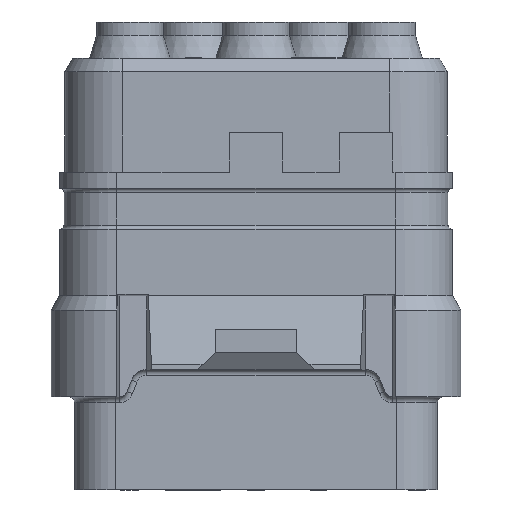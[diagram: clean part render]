
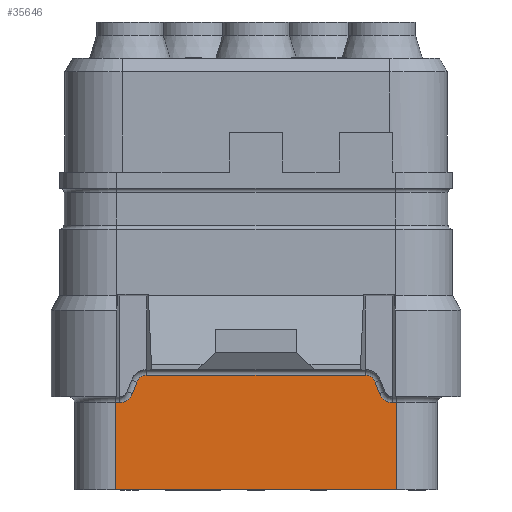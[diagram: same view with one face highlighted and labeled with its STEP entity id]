
A CAD part, front view. The second image highlights one B-rep face of the part: STEP entity #35646.
In plain terms, the highlighted planar face has unit normal (0, -1, 0).
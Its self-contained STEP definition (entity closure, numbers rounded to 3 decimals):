
#1715=CARTESIAN_POINT('',(-5.,-5.775,-7.93));
#1716=DIRECTION('',(0.,1.,0.));
#1717=DIRECTION('',(0.935,0.,-0.354));
#1718=AXIS2_PLACEMENT_3D('',#1715,#1716,#1717);
#1729=DIRECTION('',(-0.354,0.,-0.935));
#1730=VECTOR('',#1729,0.447);
#1731=CARTESIAN_POINT('',(-4.365,-5.775,-7.692));
#1732=LINE('',#1731,#1730);
#1751=CARTESIAN_POINT('',(-4.,-5.775,-7.83));
#1752=DIRECTION('',(0.,-1.,0.));
#1753=DIRECTION('',(0.,0.,1.));
#1754=AXIS2_PLACEMENT_3D('',#1751,#1752,#1753);
#1761=DIRECTION('',(-1.,0.,0.));
#1762=VECTOR('',#1761,8.);
#1763=CARTESIAN_POINT('',(4.,-5.775,-7.44));
#1764=LINE('',#1763,#1762);
#2374=DIRECTION('',(-1.,0.,0.));
#2375=VECTOR('',#2374,0.15);
#2376=CARTESIAN_POINT('',(-5.,-5.775,-8.44));
#2377=LINE('',#2376,#2375);
#2378=DIRECTION('',(0.,0.,-1.));
#2379=VECTOR('',#2378,3.19);
#2380=CARTESIAN_POINT('',(5.15,-5.775,-8.44));
#2381=LINE('',#2380,#2379);
#2392=CARTESIAN_POINT('',(4.,-5.775,-7.83));
#2393=DIRECTION('',(0.,-1.,0.));
#2394=DIRECTION('',(0.935,0.,0.354));
#2395=AXIS2_PLACEMENT_3D('',#2392,#2393,#2394);
#2414=DIRECTION('',(-0.354,0.,0.935));
#2415=VECTOR('',#2414,0.447);
#2416=CARTESIAN_POINT('',(4.523,-5.775,-8.11));
#2417=LINE('',#2416,#2415);
#2428=CARTESIAN_POINT('',(5.,-5.775,-7.93));
#2429=DIRECTION('',(0.,1.,0.));
#2430=DIRECTION('',(0.,0.,-1.));
#2431=AXIS2_PLACEMENT_3D('',#2428,#2429,#2430);
#2446=DIRECTION('',(-1.,0.,0.));
#2447=VECTOR('',#2446,0.15);
#2448=CARTESIAN_POINT('',(5.15,-5.775,-8.44));
#2449=LINE('',#2448,#2447);
#2554=DIRECTION('',(0.,0.,-1.));
#2555=VECTOR('',#2554,3.19);
#2556=CARTESIAN_POINT('',(-5.15,-5.775,-8.44));
#2557=LINE('',#2556,#2555);
#2563=DIRECTION('',(-1.,0.,0.));
#2564=VECTOR('',#2563,10.3);
#2565=CARTESIAN_POINT('',(5.15,-5.775,-11.63));
#2566=LINE('',#2565,#2564);
#29733=CARTESIAN_POINT('',(-5.15,-5.775,-11.63));
#29735=VERTEX_POINT('',#29733);
#29747=CARTESIAN_POINT('',(5.15,-5.775,-11.63));
#29748=VERTEX_POINT('',#29747);
#29827=CARTESIAN_POINT('',(-5.15,-5.775,-8.44));
#29828=VERTEX_POINT('',#29827);
#29831=CARTESIAN_POINT('',(-5.,-5.775,-8.44));
#29832=VERTEX_POINT('',#29831);
#29835=CARTESIAN_POINT('',(-4.523,-5.775,-8.11));
#29836=VERTEX_POINT('',#29835);
#29839=CARTESIAN_POINT('',(-4.365,-5.775,-7.692));
#29840=VERTEX_POINT('',#29839);
#29843=CARTESIAN_POINT('',(-4.,-5.775,-7.44));
#29844=VERTEX_POINT('',#29843);
#29845=CARTESIAN_POINT('',(4.,-5.775,-7.44));
#29846=VERTEX_POINT('',#29845);
#29851=CARTESIAN_POINT('',(4.365,-5.775,-7.692));
#29852=VERTEX_POINT('',#29851);
#29855=CARTESIAN_POINT('',(4.523,-5.775,-8.11));
#29856=VERTEX_POINT('',#29855);
#29859=CARTESIAN_POINT('',(5.,-5.775,-8.44));
#29860=VERTEX_POINT('',#29859);
#29863=CARTESIAN_POINT('',(5.15,-5.775,-8.44));
#29864=VERTEX_POINT('',#29863);
#35620=CARTESIAN_POINT('',(5.15,-5.775,-8.23));
#35621=DIRECTION('',(0.,-1.,0.));
#35622=DIRECTION('',(-1.,0.,0.));
#35623=AXIS2_PLACEMENT_3D('',#35620,#35621,#35622);
#35624=PLANE('',#35623);
#35625=ORIENTED_EDGE('',*,*,#35614,.F.);
#35626=ORIENTED_EDGE('',*,*,#34742,.F.);
#35627=ORIENTED_EDGE('',*,*,#34758,.F.);
#35628=ORIENTED_EDGE('',*,*,#34799,.F.);
#35629=ORIENTED_EDGE('',*,*,#34814,.F.);
#35631=ORIENTED_EDGE('',*,*,#35630,.F.);
#35633=ORIENTED_EDGE('',*,*,#35632,.F.);
#35635=ORIENTED_EDGE('',*,*,#35634,.F.);
#35637=ORIENTED_EDGE('',*,*,#35636,.F.);
#35639=ORIENTED_EDGE('',*,*,#35638,.T.);
#35641=ORIENTED_EDGE('',*,*,#35640,.T.);
#35643=ORIENTED_EDGE('',*,*,#35642,.F.);
#35644=EDGE_LOOP('',(#35625,#35626,#35627,#35628,#35629,#35631,#35633,#35635,
#35637,#35639,#35641,#35643));
#35645=FACE_OUTER_BOUND('',#35644,.F.);
#35646=ADVANCED_FACE('',(#35645),#35624,.T.);
#1719=CIRCLE('',#1718,0.51);
#1755=CIRCLE('',#1754,0.39);
#2396=CIRCLE('',#2395,0.39);
#2432=CIRCLE('',#2431,0.51);
#34742=EDGE_CURVE('',#29836,#29832,#1719,.T.);
#34758=EDGE_CURVE('',#29840,#29836,#1732,.T.);
#34799=EDGE_CURVE('',#29844,#29840,#1755,.T.);
#34814=EDGE_CURVE('',#29846,#29844,#1764,.T.);
#35614=EDGE_CURVE('',#29832,#29828,#2377,.T.);
#35630=EDGE_CURVE('',#29852,#29846,#2396,.T.);
#35632=EDGE_CURVE('',#29856,#29852,#2417,.T.);
#35634=EDGE_CURVE('',#29860,#29856,#2432,.T.);
#35636=EDGE_CURVE('',#29864,#29860,#2449,.T.);
#35638=EDGE_CURVE('',#29864,#29748,#2381,.T.);
#35640=EDGE_CURVE('',#29748,#29735,#2566,.T.);
#35642=EDGE_CURVE('',#29828,#29735,#2557,.T.);
